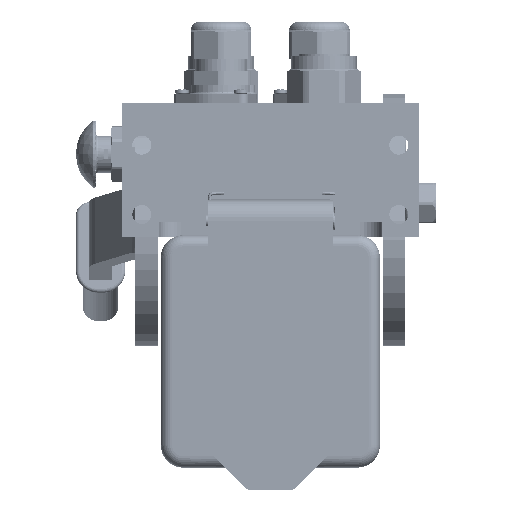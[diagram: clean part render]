
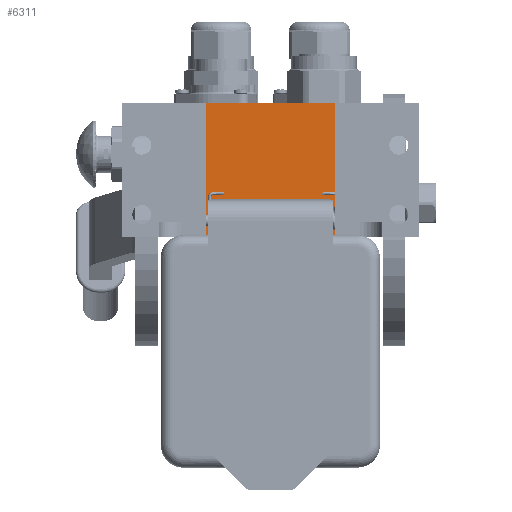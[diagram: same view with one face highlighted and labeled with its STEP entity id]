
A CAD part, left-side view. The second image highlights one B-rep face of the part: STEP entity #6311.
In plain terms, the highlighted face is planar.
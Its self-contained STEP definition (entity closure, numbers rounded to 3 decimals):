
#6311 = ADVANCED_FACE ( 'NONE', ( #65863 ), #46721, .T. ) ;
#14368 = DIRECTION ( 'NONE',  ( 0., 1., 0. ) ) ;
#16311 = VECTOR ( 'NONE', #119216, 1000. ) ;
#19590 = ORIENTED_EDGE ( 'NONE', *, *, #24687, .T. ) ;
#23343 = CARTESIAN_POINT ( 'NONE',  ( 29., 0., -107.5 ) ) ;
#24476 = VERTEX_POINT ( 'NONE', #47741 ) ;
#24687 = EDGE_CURVE ( 'NONE', #66831, #110763, #135335, .T. ) ;
#26312 = CARTESIAN_POINT ( 'NONE',  ( -29., 0., -107.5 ) ) ;
#28393 = CARTESIAN_POINT ( 'NONE',  ( 29., 0., -107.5 ) ) ;
#40574 = VECTOR ( 'NONE', #82653, 1000. ) ;
#46721 = PLANE ( 'NONE',  #93088 ) ;
#47741 = CARTESIAN_POINT ( 'NONE',  ( 29., 0., -107.5 ) ) ;
#59333 = CARTESIAN_POINT ( 'NONE',  ( 29., 0., -107.5 ) ) ;
#59704 = ORIENTED_EDGE ( 'NONE', *, *, #135826, .T. ) ;
#65863 = FACE_OUTER_BOUND ( 'NONE', #128969, .T. ) ;
#66831 = VERTEX_POINT ( 'NONE', #77404 ) ;
#68251 = LINE ( 'NONE', #116539, #16311 ) ;
#77404 = CARTESIAN_POINT ( 'NONE',  ( -29., 0., -107.5 ) ) ;
#82114 = VECTOR ( 'NONE', #96557, 1000. ) ;
#82653 = DIRECTION ( 'NONE',  ( -1., 0., 0. ) ) ;
#84071 = CARTESIAN_POINT ( 'NONE',  ( 29., 60.2, -107.5 ) ) ;
#89225 = LINE ( 'NONE', #28393, #82114 ) ;
#93088 = AXIS2_PLACEMENT_3D ( 'NONE', #23343, #136786, #114386 ) ;
#96557 = DIRECTION ( 'NONE',  ( 0., 1., 0. ) ) ;
#101018 = EDGE_CURVE ( 'NONE', #24476, #134292, #89225, .T. ) ;
#102013 = CARTESIAN_POINT ( 'NONE',  ( -29., 60.2, -107.5 ) ) ;
#103773 = ORIENTED_EDGE ( 'NONE', *, *, #131223, .F. ) ;
#105070 = VECTOR ( 'NONE', #14368, 1000. ) ;
#105475 = ORIENTED_EDGE ( 'NONE', *, *, #101018, .F. ) ;
#106359 = LINE ( 'NONE', #59333, #40574 ) ;
#110763 = VERTEX_POINT ( 'NONE', #102013 ) ;
#114386 = DIRECTION ( 'NONE',  ( -1., 0., 0. ) ) ;
#116539 = CARTESIAN_POINT ( 'NONE',  ( 29., 60.2, -107.5 ) ) ;
#119216 = DIRECTION ( 'NONE',  ( -1., 0., 0. ) ) ;
#128969 = EDGE_LOOP ( 'NONE', ( #19590, #103773, #105475, #59704 ) ) ;
#131223 = EDGE_CURVE ( 'NONE', #134292, #110763, #68251, .T. ) ;
#134292 = VERTEX_POINT ( 'NONE', #84071 ) ;
#135335 = LINE ( 'NONE', #26312, #105070 ) ;
#135826 = EDGE_CURVE ( 'NONE', #24476, #66831, #106359, .T. ) ;
#136786 = DIRECTION ( 'NONE',  ( 0., 0., -1. ) ) ;
